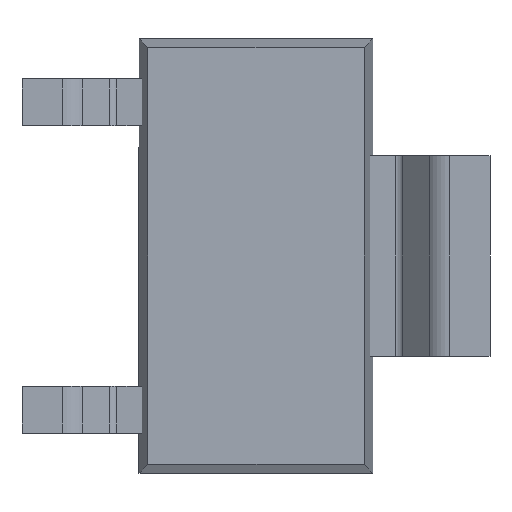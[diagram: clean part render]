
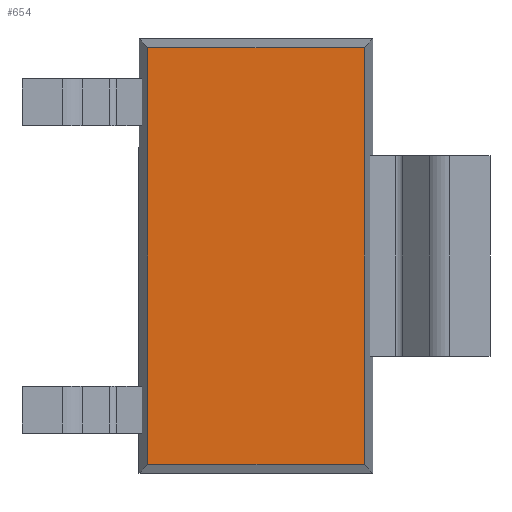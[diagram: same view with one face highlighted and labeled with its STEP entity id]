
A CAD part, front view. The second image highlights one B-rep face of the part: STEP entity #654.
In plain terms, the highlighted planar face has unit normal (0, -1, 0).
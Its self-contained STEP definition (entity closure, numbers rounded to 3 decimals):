
#10 = CARTESIAN_POINT ( 'NONE',  ( 0., 0.1, 3.118 ) ) ;
#50 = EDGE_LOOP ( 'NONE', ( #974, #1368, #192, #618 ) ) ;
#115 = VERTEX_POINT ( 'NONE', #615 ) ;
#120 = DIRECTION ( 'NONE',  ( 0., 0., 1. ) ) ;
#126 = LINE ( 'NONE', #315, #739 ) ;
#192 = ORIENTED_EDGE ( 'NONE', *, *, #1060, .F. ) ;
#280 = LINE ( 'NONE', #962, #1279 ) ;
#315 = CARTESIAN_POINT ( 'NONE',  ( -1.618, 0.1, 0. ) ) ;
#339 = LINE ( 'NONE', #10, #1023 ) ;
#573 = VECTOR ( 'NONE', #1068, 1000. ) ;
#615 = CARTESIAN_POINT ( 'NONE',  ( 1.618, 0.1, -3.118 ) ) ;
#618 = ORIENTED_EDGE ( 'NONE', *, *, #1175, .F. ) ;
#652 = DIRECTION ( 'NONE',  ( 1., 0., 0. ) ) ;
#654 = ADVANCED_FACE ( 'NONE', ( #1445 ), #959, .F. ) ;
#739 = VECTOR ( 'NONE', #913, 1000. ) ;
#822 = VERTEX_POINT ( 'NONE', #890 ) ;
#849 = VERTEX_POINT ( 'NONE', #1267 ) ;
#856 = DIRECTION ( 'NONE',  ( 0., 1., 0. ) ) ;
#890 = CARTESIAN_POINT ( 'NONE',  ( -1.618, 0.1, -3.118 ) ) ;
#894 = CARTESIAN_POINT ( 'NONE',  ( -1.618, 0.1, 3.118 ) ) ;
#913 = DIRECTION ( 'NONE',  ( 0., 0., 1. ) ) ;
#942 = CARTESIAN_POINT ( 'NONE',  ( 0., 0.1, -3.118 ) ) ;
#948 = DIRECTION ( 'NONE',  ( 0., 0., -1. ) ) ;
#959 = PLANE ( 'NONE',  #1479 ) ;
#962 = CARTESIAN_POINT ( 'NONE',  ( 1.618, 0.1, 0. ) ) ;
#974 = ORIENTED_EDGE ( 'NONE', *, *, #1143, .F. ) ;
#1023 = VECTOR ( 'NONE', #652, 1000. ) ;
#1060 = EDGE_CURVE ( 'NONE', #822, #1524, #126, .T. ) ;
#1068 = DIRECTION ( 'NONE',  ( -1., 0., 0. ) ) ;
#1143 = EDGE_CURVE ( 'NONE', #849, #115, #280, .T. ) ;
#1175 = EDGE_CURVE ( 'NONE', #115, #822, #1529, .T. ) ;
#1213 = CARTESIAN_POINT ( 'NONE',  ( 0., 0.1, 0. ) ) ;
#1267 = CARTESIAN_POINT ( 'NONE',  ( 1.618, 0.1, 3.118 ) ) ;
#1279 = VECTOR ( 'NONE', #948, 1000. ) ;
#1368 = ORIENTED_EDGE ( 'NONE', *, *, #1415, .F. ) ;
#1415 = EDGE_CURVE ( 'NONE', #1524, #849, #339, .T. ) ;
#1445 = FACE_OUTER_BOUND ( 'NONE', #50, .T. ) ;
#1479 = AXIS2_PLACEMENT_3D ( 'NONE', #1213, #856, #120 ) ;
#1524 = VERTEX_POINT ( 'NONE', #894 ) ;
#1529 = LINE ( 'NONE', #942, #573 ) ;
